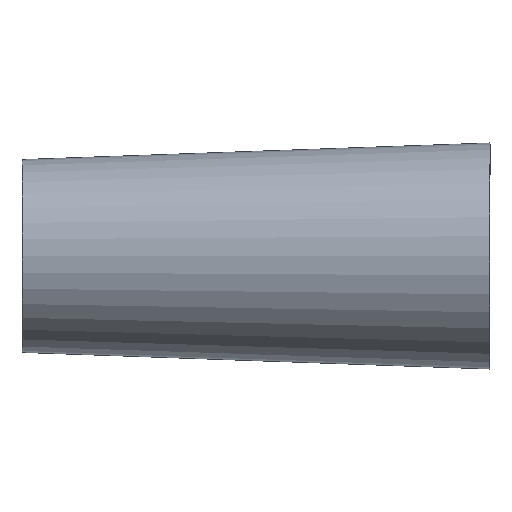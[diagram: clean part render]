
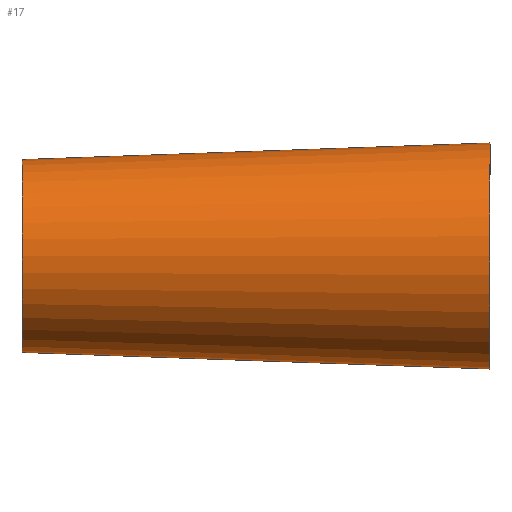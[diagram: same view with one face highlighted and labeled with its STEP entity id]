
A CAD part, top view. The second image highlights one B-rep face of the part: STEP entity #17.
In plain terms, the highlighted free-form (B-spline) face has degree [1, 2] with [2, 5] control points.
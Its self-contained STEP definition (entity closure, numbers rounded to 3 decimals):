
#17=ADVANCED_FACE('',(#25),#124,.T.);
#25=FACE_OUTER_BOUND('',#33,.T.);
#33=EDGE_LOOP('',(#47,#48,#49,#50));
#47=ORIENTED_EDGE('',*,*,#76,.F.);
#48=ORIENTED_EDGE('',*,*,#75,.T.);
#49=ORIENTED_EDGE('',*,*,#77,.T.);
#50=ORIENTED_EDGE('',*,*,#84,.F.);
#75=EDGE_CURVE('',#114,#113,#94,.T.);
#76=EDGE_CURVE('',#114,#117,#96,.T.);
#77=EDGE_CURVE('',#113,#118,#97,.T.);
#84=EDGE_CURVE('',#117,#118,#89,.T.);
#89=(
BOUNDED_CURVE()
B_SPLINE_CURVE(1,(#270,#271),.UNSPECIFIED.,.F.,.F.)
B_SPLINE_CURVE_WITH_KNOTS((2,2),(2.,49.666),.UNSPECIFIED.)
CURVE()
GEOMETRIC_REPRESENTATION_ITEM()
RATIONAL_B_SPLINE_CURVE((1.,1.))
REPRESENTATION_ITEM('')
);
#94=B_SPLINE_CURVE_WITH_KNOTS('',1,(#246,#247),.UNSPECIFIED.,.F.,.F.,(2,
2),(2.,49.666),.UNSPECIFIED.);
#96=TRIMMED_CURVE($,#104,(#249),(#250),.T.,.CARTESIAN.);
#97=TRIMMED_CURVE($,#105,(#252),(#253),.T.,.CARTESIAN.);
#104=CIRCLE('',#152,17.05);
#105=CIRCLE('',#153,14.55);
#113=VERTEX_POINT('',#231);
#114=VERTEX_POINT('',#232);
#117=VERTEX_POINT('',#235);
#118=VERTEX_POINT('',#236);
#124=(
BOUNDED_SURFACE()
B_SPLINE_SURFACE(1,2,((#196,#197,#198,#199,#200),(#201,#202,#203,#204,#205)),
 .UNSPECIFIED.,.F.,.F.,.F.)
B_SPLINE_SURFACE_WITH_KNOTS((2,2),(3,2,3),(2.,49.666),(0.,26.691,
53.382),.UNSPECIFIED.)
GEOMETRIC_REPRESENTATION_ITEM()
RATIONAL_B_SPLINE_SURFACE(((1.,0.707,1.,0.707,1.),
(1.,0.707,1.,0.707,1.)))
REPRESENTATION_ITEM('')
SURFACE()
);
#152=AXIS2_PLACEMENT_3D($,#248,#168,#169);
#153=AXIS2_PLACEMENT_3D($,#251,#170,#171);
#168=DIRECTION('',(1.,0.,0.));
#169=DIRECTION('',(0.,1.,0.));
#170=DIRECTION('',(1.,0.,0.));
#171=DIRECTION('',(0.,1.,0.));
#196=CARTESIAN_POINT('',(34.8,17.05,0.));
#197=CARTESIAN_POINT('',(34.8,17.05,17.05));
#198=CARTESIAN_POINT('',(34.8,0.,17.05));
#199=CARTESIAN_POINT('',(34.8,-17.05,17.05));
#200=CARTESIAN_POINT('',(34.8,-17.05,0.));
#201=CARTESIAN_POINT('',(-35.8,14.55,0.));
#202=CARTESIAN_POINT('',(-35.8,14.55,14.55));
#203=CARTESIAN_POINT('',(-35.8,0.,14.55));
#204=CARTESIAN_POINT('',(-35.8,-14.55,14.55));
#205=CARTESIAN_POINT('',(-35.8,-14.55,0.));
#231=CARTESIAN_POINT('',(-35.8,14.55,0.));
#232=CARTESIAN_POINT('',(34.8,17.05,0.));
#235=CARTESIAN_POINT('',(34.8,-17.05,0.));
#236=CARTESIAN_POINT('',(-35.8,-14.55,0.));
#246=CARTESIAN_POINT('',(34.8,17.05,0.));
#247=CARTESIAN_POINT('',(-35.8,14.55,0.));
#248=CARTESIAN_POINT('',(34.8,0.,0.));
#249=CARTESIAN_POINT('',(34.8,17.05,0.));
#250=CARTESIAN_POINT('',(34.8,-17.05,0.));
#251=CARTESIAN_POINT('',(-35.8,0.,0.));
#252=CARTESIAN_POINT('',(-35.8,14.55,0.));
#253=CARTESIAN_POINT('',(-35.8,-14.55,0.));
#270=CARTESIAN_POINT('',(34.8,-17.05,0.));
#271=CARTESIAN_POINT('',(-35.8,-14.55,0.));
